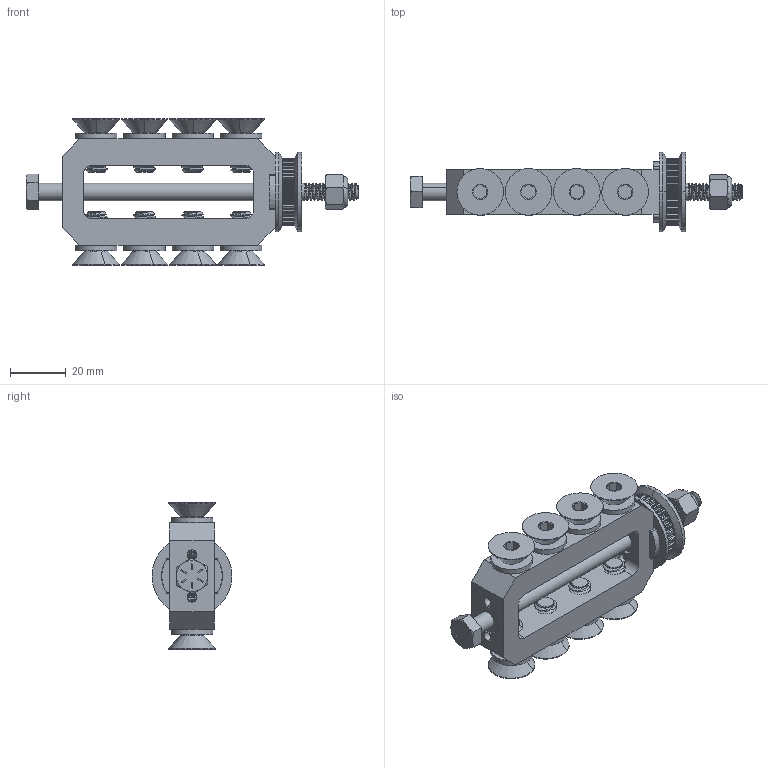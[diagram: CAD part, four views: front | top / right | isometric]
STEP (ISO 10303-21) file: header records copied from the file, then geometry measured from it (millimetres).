
FILE_DESCRIPTION (( 'STEP AP214' ), '1' );
FILE_NAME ('Ant Beater Bar Assy.STEP', '2021-10-26T04:09:05', ( '' ), ( '' ), 'SwSTEP 2.0', 'SolidWorks 2015', '' );
FILE_SCHEMA (( 'AUTOMOTIVE_DESIGN' ));
Length unit declared in the file: millimetre
Products named in the file (10): NILN Gr8 1-4_90630A110; Ant Beater Bar R1; FHSCS 6-32 x 0.625_91253A150; SCE44 0.250 needle roller bearing; Ant Beater Bar Assy; ant beater 26t pulley; Ant Delrin Flange R1; HHCS Gr8 1-4x4.5 91257A559_HIGH-STRENGTH GRADE 8 STEEL CAP SCREW_91257A559; FHSCS 5-16x075_91253A581; SLW 5-16
Assembly tree (26 placements, depth 2):
  Ant Beater Bar Assy
    Ant Beater Bar R1
    FHSCS 5-16x075_91253A581  x8
    SLW 5-16  x8
    SCE44 0.250 needle roller bearing  x2
    HHCS Gr8 1-4x4.5 91257A559_HIGH-STRENGTH GRADE 8 STEEL CAP SCREW_91257A559
    NILN Gr8 1-4_90630A110
    FHSCS 6-32 x 0.625_91253A150  x2
    ant beater 26t pulley
    Ant Delrin Flange R1  x2
Bounding box: 118.67 x 28.57 x 52.32 mm (x, y, z)
Volume: 42950.9 mm3; surface area: 32406.3 mm2
Topology: 27 solids, 27 shells, 1158 faces, 3026 edges, 1937 vertices
Faces by surface type: cylinder 654, plane 247, cone 189, torus 34, bspline 34
Entity records: 30443 total; most frequent: CARTESIAN_POINT 12485, ORIENTED_EDGE 3486, DIRECTION 3335, EDGE_CURVE 1743, AXIS2_PLACEMENT_3D 1306, VERTEX_POINT 1136, VECTOR 723, LINE 723
